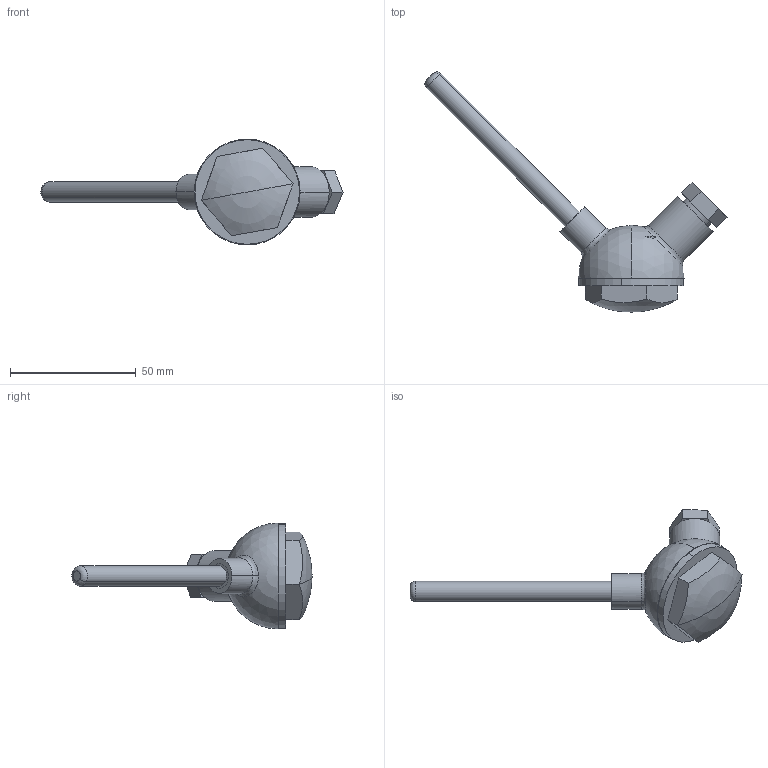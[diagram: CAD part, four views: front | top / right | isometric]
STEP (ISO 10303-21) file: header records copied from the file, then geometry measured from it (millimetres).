
FILE_DESCRIPTION (( 'STEP AP214' ), '1' );
FILE_NAME ('ﾄﾒﾑ015.STEP', '2020-02-21T15:39:24', ( '' ), ( '' ), 'SwSTEP 2.0', 'SolidWorks 2019', '' );
FILE_SCHEMA (( 'AUTOMOTIVE_DESIGN' ));
Length unit declared in the file: millimetre
Products named in the file (13): ______1.STEP; Òðóáêà Ä8 ÄÒÑ015; _____.STEP; ﾄﾒﾑ015; ______3.STEP; _______ _______ _____.STEP; 鎗鵻罻 015; ____.712521.420.202(______).STEP; Ïðîâîä õ3 015; ______2.STEP; ﾄﾒﾑ015.STEP; _____-0.STEP; 鎗鵻罻
Assembly tree (28 placements, depth 3):
  ﾄﾒﾑ015
    ﾄﾒﾑ015.STEP
      _______ _______ _____.STEP
      ____.712521.420.202(______).STEP
      _____.STEP  x12
      _____-0.STEP  x6
      ______1.STEP
      ______2.STEP
      ______3.STEP
    鎗鵻罻 015
    鎗鵻罻
    Òðóáêà Ä8 ÄÒÑ015
    Ïðîâîä õ3 015
Bounding box: 119.94 x 95.38 x 42 mm (x, y, z)
Volume: 31377.6 mm3; surface area: 26289.4 mm2
Topology: 27 solids, 27 shells, 434 faces, 963 edges, 599 vertices
Faces by surface type: plane 149, cylinder 140, bspline 83, cone 50, sphere 6, torus 6
Entity records: 13287 total; most frequent: CARTESIAN_POINT 6397, ORIENTED_EDGE 1278, DIRECTION 1207, EDGE_CURVE 639, AXIS2_PLACEMENT_3D 506, VERTEX_POINT 395, EDGE_LOOP 322, ADVANCED_FACE 288
